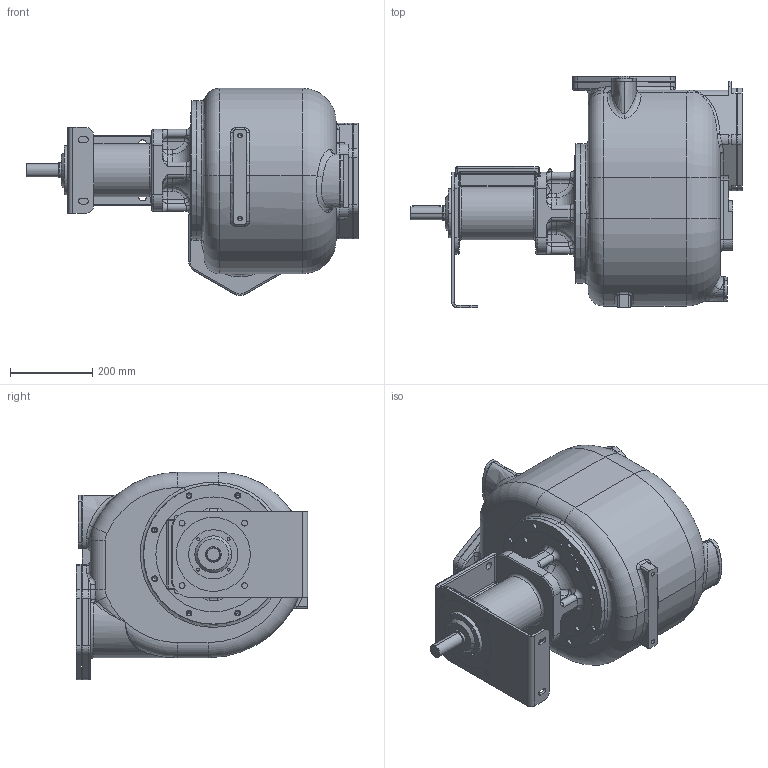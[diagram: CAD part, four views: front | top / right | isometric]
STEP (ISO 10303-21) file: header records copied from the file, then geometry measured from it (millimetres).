
FILE_DESCRIPTION((''),'2;1');
FILE_NAME('S161_K_B','2021-05-19T14:38:30',('Nicola'),(''),'CREO PARAMETRIC BY PTC INC, 2020342','CREO PARAMETRIC BY PTC INC, 2020342','');
FILE_SCHEMA(('CONFIG_CONTROL_DESIGN'));
Length unit declared in the file: millimetre
Products named in the file (1): S161_K_B
Bounding box: 809 x 564 x 505.47 mm (x, y, z)
Volume: 65530217.7 mm3; surface area: 2058880.1 mm2
Topology: 4 solids, 4 shells, 865 faces, 2042 edges, 1229 vertices
Faces by surface type: cylinder 397, plane 198, torus 86, bspline 82, cone 62, sphere 36, extrusion 4
Entity records: 38530 total; most frequent: CARTESIAN_POINT 18645, DIRECTION 4344, ORIENTED_EDGE 4036, EDGE_CURVE 2018, AXIS2_PLACEMENT_3D 1815, VERTEX_POINT 1229, CIRCLE 1032, EDGE_LOOP 1003
